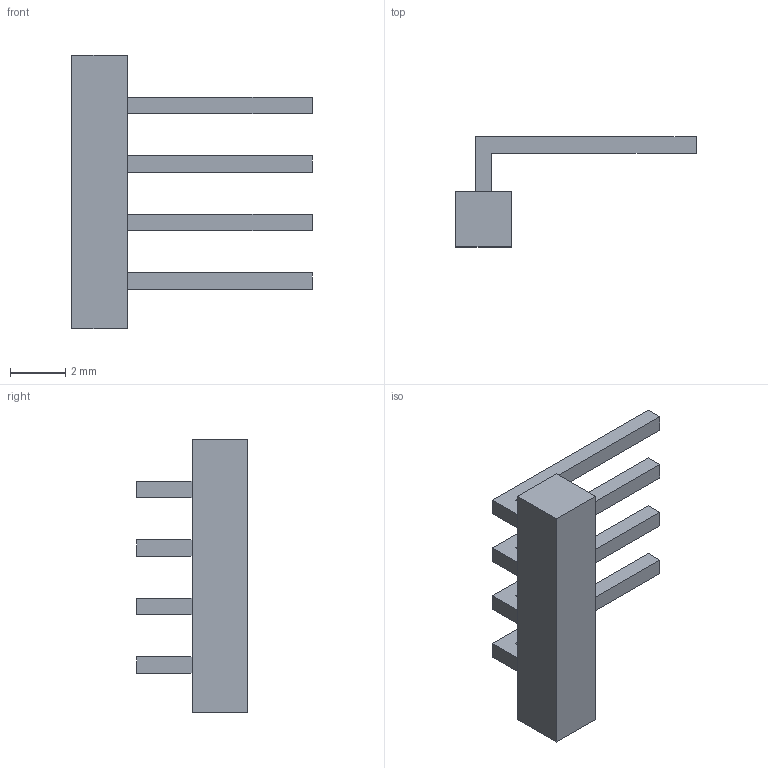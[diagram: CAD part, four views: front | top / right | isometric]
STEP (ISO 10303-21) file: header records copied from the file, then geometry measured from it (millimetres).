
FILE_DESCRIPTION (( 'STEP AP214' ), '1' );
FILE_NAME ('Header.STEP', '2019-10-13T11:12:52', ( '' ), ( '' ), 'SwSTEP 2.0', 'SolidWorks 2018', '' );
FILE_SCHEMA (( 'AUTOMOTIVE_DESIGN' ));
Length unit declared in the file: millimetre
Products named in the file (3): Header-Pin; Header; Header-Base
Assembly tree (5 placements, depth 2):
  Header
    Header-Base
    Header-Pin  x4
Bounding box: 8.7 x 4 x 9.9 mm (x, y, z)
Volume: 53.1 mm3; surface area: 180.3 mm2
Topology: 5 solids, 5 shells, 38 faces, 84 edges, 56 vertices
Faces by surface type: plane 38
Entity records: 508 total; most frequent: DIRECTION 74, CARTESIAN_POINT 72, ORIENTED_EDGE 60, VECTOR 30, LINE 30, EDGE_CURVE 30, AXIS2_PLACEMENT_3D 22, VERTEX_POINT 20
